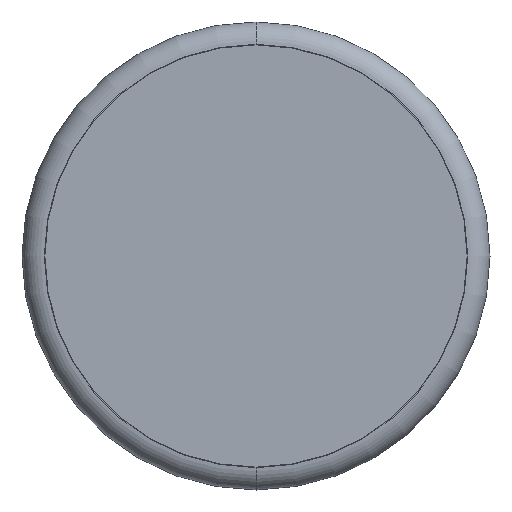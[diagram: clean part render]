
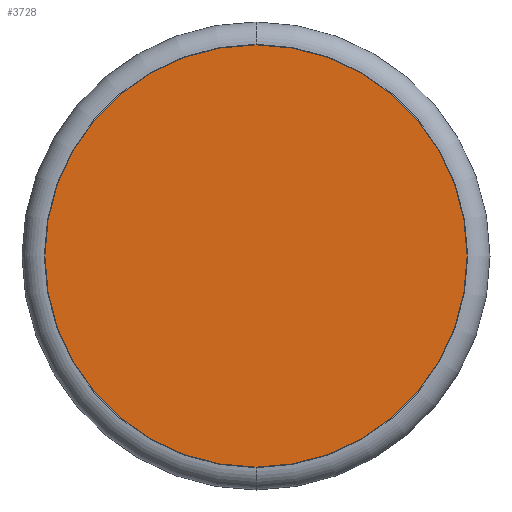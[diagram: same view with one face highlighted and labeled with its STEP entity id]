
A CAD part, left-side view. The second image highlights one B-rep face of the part: STEP entity #3728.
In plain terms, the highlighted planar face has unit normal (-1, 0, 0).
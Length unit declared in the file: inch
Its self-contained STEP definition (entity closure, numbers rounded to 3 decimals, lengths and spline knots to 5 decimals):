
#862 = EDGE_CURVE ( 'NONE', #2514, #3235, #3129, .T. ) ;
#1074 = FACE_OUTER_BOUND ( 'NONE', #2409, .T. ) ;
#1129 = DIRECTION ( 'NONE',  ( 0., 0., 1. ) ) ;
#1145 = DIRECTION ( 'NONE',  ( -1., 0., 0. ) ) ;
#1347 = DIRECTION ( 'NONE',  ( 0., 0., 1. ) ) ;
#1389 = DIRECTION ( 'NONE',  ( -1., 0., 0. ) ) ;
#1396 = CARTESIAN_POINT ( 'NONE',  ( 0., 0., 0. ) ) ;
#1426 = CARTESIAN_POINT ( 'NONE',  ( 0., 0., -0.0794 ) ) ;
#1688 = ORIENTED_EDGE ( 'NONE', *, *, #2150, .T. ) ;
#1774 = PLANE ( 'NONE',  #4138 ) ;
#1804 = CARTESIAN_POINT ( 'NONE',  ( 0., 0., 0. ) ) ;
#2150 = EDGE_CURVE ( 'NONE', #3235, #2514, #2490, .T. ) ;
#2409 = EDGE_LOOP ( 'NONE', ( #4000, #1688 ) ) ;
#2490 = CIRCLE ( 'NONE', #3731, 0.0794 ) ;
#2514 = VERTEX_POINT ( 'NONE', #3379 ) ;
#2976 = DIRECTION ( 'NONE',  ( -1., 0., 0. ) ) ;
#3028 = CARTESIAN_POINT ( 'NONE',  ( 0., 0., 0. ) ) ;
#3129 = CIRCLE ( 'NONE', #4192, 0.0794 ) ;
#3235 = VERTEX_POINT ( 'NONE', #1426 ) ;
#3257 = DIRECTION ( 'NONE',  ( 0., 0., 1. ) ) ;
#3379 = CARTESIAN_POINT ( 'NONE',  ( 0., 0., 0.0794 ) ) ;
#3728 = ADVANCED_FACE ( 'NONE', ( #1074 ), #1774, .T. ) ;
#3731 = AXIS2_PLACEMENT_3D ( 'NONE', #3028, #2976, #3257 ) ;
#4000 = ORIENTED_EDGE ( 'NONE', *, *, #862, .T. ) ;
#4138 = AXIS2_PLACEMENT_3D ( 'NONE', #1804, #1145, #1129 ) ;
#4192 = AXIS2_PLACEMENT_3D ( 'NONE', #1396, #1389, #1347 ) ;
